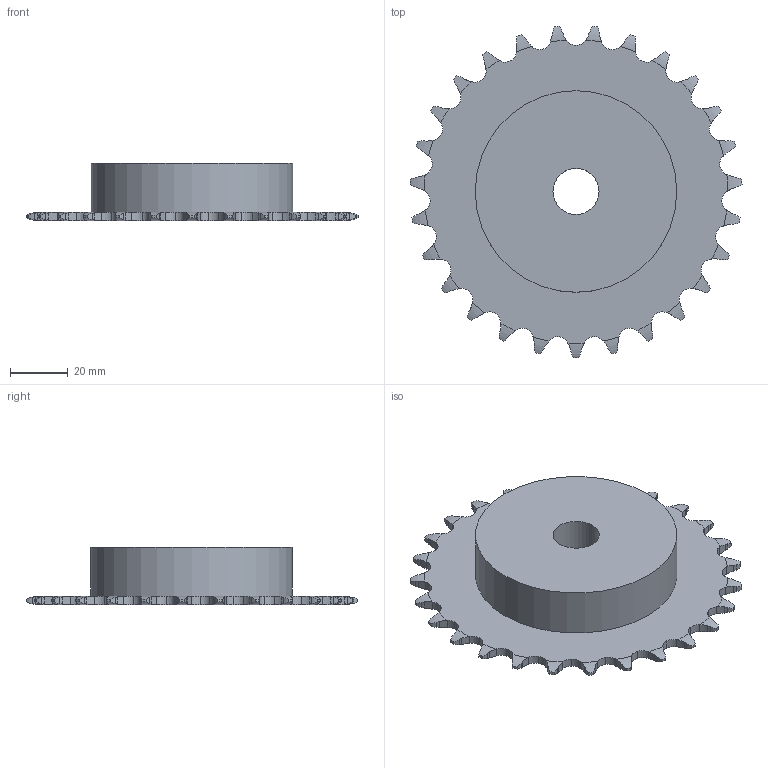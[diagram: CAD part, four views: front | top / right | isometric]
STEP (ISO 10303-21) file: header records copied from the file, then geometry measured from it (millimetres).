
FILE_DESCRIPTION(('FreeCAD Model'),'2;1');
FILE_NAME('Open CASCADE Shape Model','2021-04-18T15:55:29',('FreeCAD'),( 'FreeCAD'),'Open CASCADE STEP processor 7.4','FreeCAD','Unknown');
FILE_SCHEMA(('AUTOMOTIVE_DESIGN { 1 0 10303 214 1 1 1 1 }'));
Length unit declared in the file: millimetre
Products named in the file (1): Open CASCADE STEP translator 7.4 20
Bounding box: 115.29 x 115.1 x 20 mm (x, y, z)
Volume: 88094.8 mm3; surface area: 23698.3 mm2
Topology: 1 solids, 1 shells, 303 faces, 898 edges, 599 vertices
Faces by surface type: cylinder 191, plane 58, torus 54
Full cylindrical faces by diameter (mm): 16 x1, 70 x1
Entity records: 26934 total; most frequent: CARTESIAN_POINT 11247, DIRECTION 2388, ORIENTED_EDGE 1796, PCURVE 1796, DEFINITIONAL_REPRESENTATION 1796, LINE 1221, VECTOR 1221, B_SPLINE_CURVE_WITH_KNOTS 972
